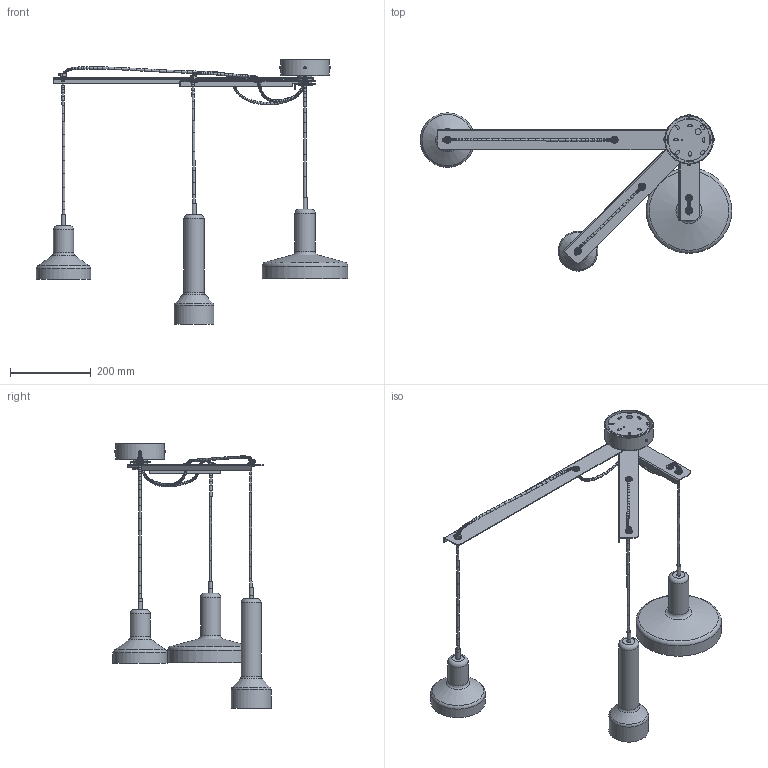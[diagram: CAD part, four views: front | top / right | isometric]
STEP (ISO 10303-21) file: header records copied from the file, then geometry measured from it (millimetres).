
FILE_DESCRIPTION(/* description */ (''),/* implementation_level */ '2;1');
FILE_NAME(/* name */ 'DAL0027L_STAB LIGHT TRIPLA.stp',/* time_stamp */ '2018-01-17T11:16:54+01:00',/* author */ (''),/* organization */ (''),/* preprocessor_version */ 'ST-DEVELOPER v15',/* originating_system */ 'SIEMENS PLM Software NX 9.0',/* authorisation */ '');
FILE_SCHEMA (('AUTOMOTIVE_DESIGN { 1 0 10303 214 3 1 1 1 }'));
Products named in the file (1): Gorl1F24C00Doxby
Bounding box: 773.83 x 392.83 x 657.1 mm (x, y, z)
Volume: 1061121.8 mm3; surface area: 789811.2 mm2
Topology: 46 solids, 47 shells, 2252 faces, 5558 edges, 3515 vertices
Faces by surface type: plane 1154, torus 462, cylinder 460, cone 93, bspline 71, sphere 12
Full cylindrical faces by diameter (mm): 2.5 x7, 2.7 x1, 3 x10, 3.2 x2, 4 x4, 5 x3, 5.5 x4, 5.7 x6, 7 x3, 10 x12, 11 x6, 12 x15, 13 x3, 15 x2, 18 x12, 20 x1, 20.5 x1, 21 x6, 30 x3, 32 x3, 34 x2, 35 x1, 42 x2, 42.001 x1, 50 x2, 50.001 x1, 57 x3, 59 x3, 90.735 x1, 98.735 x1
Entity records: 95210 total; most frequent: CARTESIAN_POINT 43877, DIRECTION 10380, ORIENTED_EDGE 9746, EDGE_CURVE 4873, AXIS2_PLACEMENT_3D 3648, VERTEX_POINT 3471, EDGE_LOOP 3136, LINE 3084
